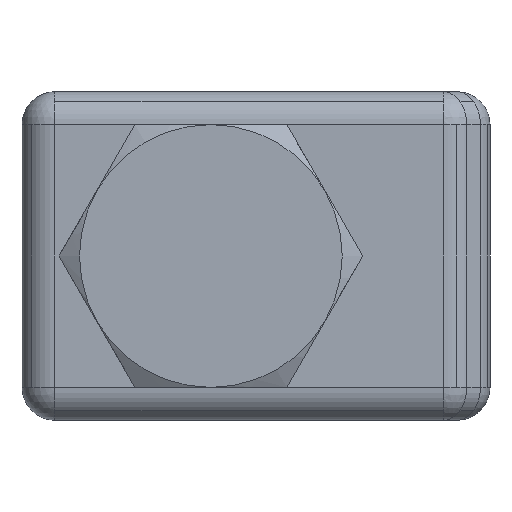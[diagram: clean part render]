
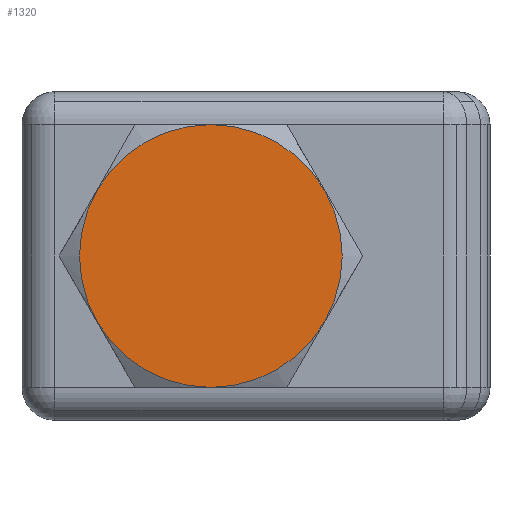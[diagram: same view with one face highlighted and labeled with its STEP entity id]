
A CAD part, front view. The second image highlights one B-rep face of the part: STEP entity #1320.
In plain terms, the highlighted planar face has unit normal (0, -1, 0).
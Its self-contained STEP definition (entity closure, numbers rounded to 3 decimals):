
#1121=CARTESIAN_POINT('',(11.5,-25.4,8.));
#1122=VERTEX_POINT('',#1121);
#1241=CARTESIAN_POINT('',(11.5,-25.4,-8.));
#1242=VERTEX_POINT('',#1241);
#1282=CARTESIAN_POINT('',(11.5,-25.4,0.));
#1283=DIRECTION('',(0.0,1.0,0.0));
#1284=DIRECTION('',(0.0,0.0,-1.0));
#1285=AXIS2_PLACEMENT_3D('',#1282,#1283,#1284);
#1286=CIRCLE('',#1285,8.);
#1287=EDGE_CURVE('',#1122,#1242,#1286,.T.);
#1298=CARTESIAN_POINT('',(11.5,-25.4,0.));
#1299=DIRECTION('',(0.0,1.0,0.0));
#1300=DIRECTION('',(0.0,0.0,-1.0));
#1301=AXIS2_PLACEMENT_3D('',#1298,#1299,#1300);
#1302=CIRCLE('',#1301,8.);
#1303=EDGE_CURVE('',#1242,#1122,#1302,.T.);
#1311=CARTESIAN_POINT('',(11.5,-25.4,-4.));
#1312=DIRECTION('',(0.0,-1.0,0.0));
#1313=DIRECTION('',(-1.0,0.0,0.0));
#1314=AXIS2_PLACEMENT_3D('',#1311,#1312,#1313);
#1315=PLANE('',#1314);
#1316=ORIENTED_EDGE('',*,*,#1303,.F.);
#1317=ORIENTED_EDGE('',*,*,#1287,.F.);
#1318=EDGE_LOOP('',(#1316,#1317));
#1319=FACE_OUTER_BOUND('',#1318,.T.);
#1320=ADVANCED_FACE('',(#1319),#1315,.T.);
